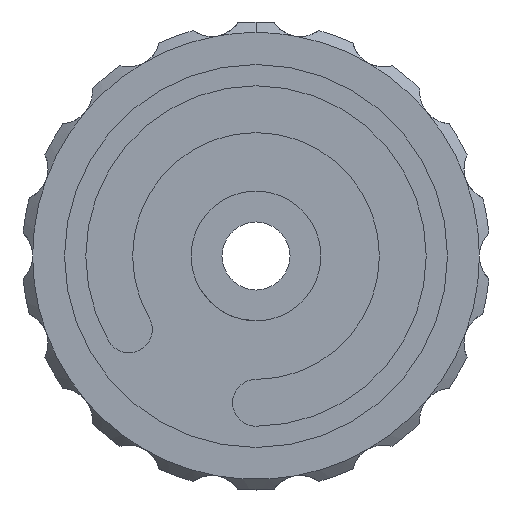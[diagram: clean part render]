
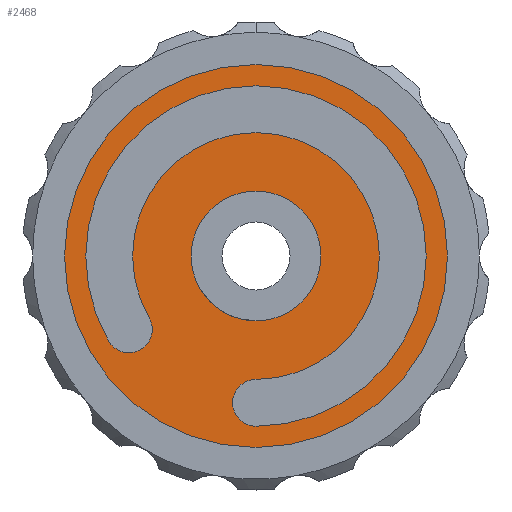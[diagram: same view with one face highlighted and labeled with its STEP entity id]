
A CAD part, front view. The second image highlights one B-rep face of the part: STEP entity #2468.
In plain terms, the highlighted planar face has unit normal (0, -1, 0).
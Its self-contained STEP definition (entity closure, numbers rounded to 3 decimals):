
#10 = DIRECTION ( 'NONE',  ( 0., 0., -1. ) ) ;
#41 = EDGE_CURVE ( 'NONE', #1856, #2482, #3397, .T. ) ;
#129 = DIRECTION ( 'NONE',  ( 0., 0., -1. ) ) ;
#152 = DIRECTION ( 'NONE',  ( 0., 0., -1. ) ) ;
#168 = DIRECTION ( 'NONE',  ( 0., 0., -1. ) ) ;
#175 = DIRECTION ( 'NONE',  ( 0., -1., 0. ) ) ;
#185 = FACE_OUTER_BOUND ( 'NONE', #1188, .T. ) ;
#200 = CARTESIAN_POINT ( 'NONE',  ( 0., 3., 0. ) ) ;
#273 = CARTESIAN_POINT ( 'NONE',  ( 0., 3., -5.8 ) ) ;
#324 = AXIS2_PLACEMENT_3D ( 'NONE', #364, #3130, #152 ) ;
#349 = CIRCLE ( 'NONE', #3068, 5.8 ) ;
#364 = CARTESIAN_POINT ( 'NONE',  ( -5.976, 3., -3.45 ) ) ;
#396 = DIRECTION ( 'NONE',  ( 0., -1., 0. ) ) ;
#426 = CIRCLE ( 'NONE', #324, 1.1 ) ;
#427 = CARTESIAN_POINT ( 'NONE',  ( 0., 3., 0. ) ) ;
#448 = AXIS2_PLACEMENT_3D ( 'NONE', #1347, #2434, #10 ) ;
#462 = DIRECTION ( 'NONE',  ( 0., -1., 0. ) ) ;
#466 = EDGE_CURVE ( 'NONE', #807, #1813, #1633, .T. ) ;
#469 = ORIENTED_EDGE ( 'NONE', *, *, #3442, .F. ) ;
#549 = CARTESIAN_POINT ( 'NONE',  ( -5.976, 3., -4.55 ) ) ;
#712 = CARTESIAN_POINT ( 'NONE',  ( -5.976, 3., -3.45 ) ) ;
#714 = FACE_BOUND ( 'NONE', #2470, .T. ) ;
#807 = VERTEX_POINT ( 'NONE', #1359 ) ;
#877 = CARTESIAN_POINT ( 'NONE',  ( -5.023, 3., -2.9 ) ) ;
#900 = EDGE_CURVE ( 'NONE', #1157, #1856, #1355, .T. ) ;
#945 = PLANE ( 'NONE',  #3359 ) ;
#946 = ORIENTED_EDGE ( 'NONE', *, *, #2180, .F. ) ;
#986 = CARTESIAN_POINT ( 'NONE',  ( 0., 3., 0. ) ) ;
#995 = DIRECTION ( 'NONE',  ( 0., 1., 0. ) ) ;
#999 = DIRECTION ( 'NONE',  ( 0., 1., 0. ) ) ;
#1097 = ORIENTED_EDGE ( 'NONE', *, *, #1159, .F. ) ;
#1138 = ORIENTED_EDGE ( 'NONE', *, *, #2871, .F. ) ;
#1157 = VERTEX_POINT ( 'NONE', #273 ) ;
#1159 = EDGE_CURVE ( 'NONE', #1813, #807, #3057, .T. ) ;
#1188 = EDGE_LOOP ( 'NONE', ( #2966, #946 ) ) ;
#1191 = CIRCLE ( 'NONE', #2557, 9. ) ;
#1251 = DIRECTION ( 'NONE',  ( 0., 0., 1. ) ) ;
#1298 = DIRECTION ( 'NONE',  ( 0., 0., 1. ) ) ;
#1347 = CARTESIAN_POINT ( 'NONE',  ( 0., 3., 0. ) ) ;
#1355 = CIRCLE ( 'NONE', #2945, 1.1 ) ;
#1359 = CARTESIAN_POINT ( 'NONE',  ( 0., 3., -3.05 ) ) ;
#1390 = DIRECTION ( 'NONE',  ( 0., -1., 0. ) ) ;
#1505 = VERTEX_POINT ( 'NONE', #549 ) ;
#1511 = DIRECTION ( 'NONE',  ( 0., 0., -1. ) ) ;
#1630 = AXIS2_PLACEMENT_3D ( 'NONE', #2563, #396, #1511 ) ;
#1633 = CIRCLE ( 'NONE', #1630, 3.05 ) ;
#1813 = VERTEX_POINT ( 'NONE', #2317 ) ;
#1839 = CIRCLE ( 'NONE', #2695, 1.1 ) ;
#1856 = VERTEX_POINT ( 'NONE', #2214 ) ;
#2008 = CARTESIAN_POINT ( 'NONE',  ( 0., 3., -6.9 ) ) ;
#2018 = CIRCLE ( 'NONE', #2134, 9. ) ;
#2115 = VERTEX_POINT ( 'NONE', #3188 ) ;
#2134 = AXIS2_PLACEMENT_3D ( 'NONE', #3489, #3454, #1298 ) ;
#2180 = EDGE_CURVE ( 'NONE', #2115, #3119, #1191, .T. ) ;
#2214 = CARTESIAN_POINT ( 'NONE',  ( 0., 3., -8. ) ) ;
#2302 = VERTEX_POINT ( 'NONE', #877 ) ;
#2317 = CARTESIAN_POINT ( 'NONE',  ( 0., 3., 3.05 ) ) ;
#2352 = EDGE_LOOP ( 'NONE', ( #3248, #1097 ) ) ;
#2378 = DIRECTION ( 'NONE',  ( 0., 0., -1. ) ) ;
#2426 = ORIENTED_EDGE ( 'NONE', *, *, #2450, .F. ) ;
#2427 = AXIS2_PLACEMENT_3D ( 'NONE', #986, #175, #3441 ) ;
#2434 = DIRECTION ( 'NONE',  ( 0., -1., 0. ) ) ;
#2450 = EDGE_CURVE ( 'NONE', #2302, #1157, #349, .T. ) ;
#2468 = ADVANCED_FACE ( 'NONE', ( #714, #3420, #185 ), #945, .T. ) ;
#2470 = EDGE_LOOP ( 'NONE', ( #2426, #1138, #469, #3435, #3460 ) ) ;
#2482 = VERTEX_POINT ( 'NONE', #2894 ) ;
#2557 = AXIS2_PLACEMENT_3D ( 'NONE', #2596, #999, #1251 ) ;
#2563 = CARTESIAN_POINT ( 'NONE',  ( 0., 3., 0. ) ) ;
#2596 = CARTESIAN_POINT ( 'NONE',  ( 0., 3., 0. ) ) ;
#2695 = AXIS2_PLACEMENT_3D ( 'NONE', #712, #462, #2378 ) ;
#2719 = CARTESIAN_POINT ( 'NONE',  ( 0., 3., 9. ) ) ;
#2821 = DIRECTION ( 'NONE',  ( 0., -1., 0. ) ) ;
#2871 = EDGE_CURVE ( 'NONE', #1505, #2302, #426, .T. ) ;
#2894 = CARTESIAN_POINT ( 'NONE',  ( -6.928, 3., -4. ) ) ;
#2945 = AXIS2_PLACEMENT_3D ( 'NONE', #2008, #1390, #3334 ) ;
#2966 = ORIENTED_EDGE ( 'NONE', *, *, #3071, .F. ) ;
#3057 = CIRCLE ( 'NONE', #448, 3.05 ) ;
#3068 = AXIS2_PLACEMENT_3D ( 'NONE', #427, #995, #168 ) ;
#3071 = EDGE_CURVE ( 'NONE', #3119, #2115, #2018, .T. ) ;
#3119 = VERTEX_POINT ( 'NONE', #2719 ) ;
#3130 = DIRECTION ( 'NONE',  ( 0., -1., 0. ) ) ;
#3188 = CARTESIAN_POINT ( 'NONE',  ( 0., 3., -9. ) ) ;
#3248 = ORIENTED_EDGE ( 'NONE', *, *, #466, .F. ) ;
#3334 = DIRECTION ( 'NONE',  ( 0., 0., -1. ) ) ;
#3359 = AXIS2_PLACEMENT_3D ( 'NONE', #200, #2821, #129 ) ;
#3397 = CIRCLE ( 'NONE', #2427, 8. ) ;
#3420 = FACE_BOUND ( 'NONE', #2352, .T. ) ;
#3435 = ORIENTED_EDGE ( 'NONE', *, *, #41, .F. ) ;
#3441 = DIRECTION ( 'NONE',  ( 0., 0., -1. ) ) ;
#3442 = EDGE_CURVE ( 'NONE', #2482, #1505, #1839, .T. ) ;
#3454 = DIRECTION ( 'NONE',  ( 0., 1., 0. ) ) ;
#3460 = ORIENTED_EDGE ( 'NONE', *, *, #900, .F. ) ;
#3489 = CARTESIAN_POINT ( 'NONE',  ( 0., 3., 0. ) ) ;
